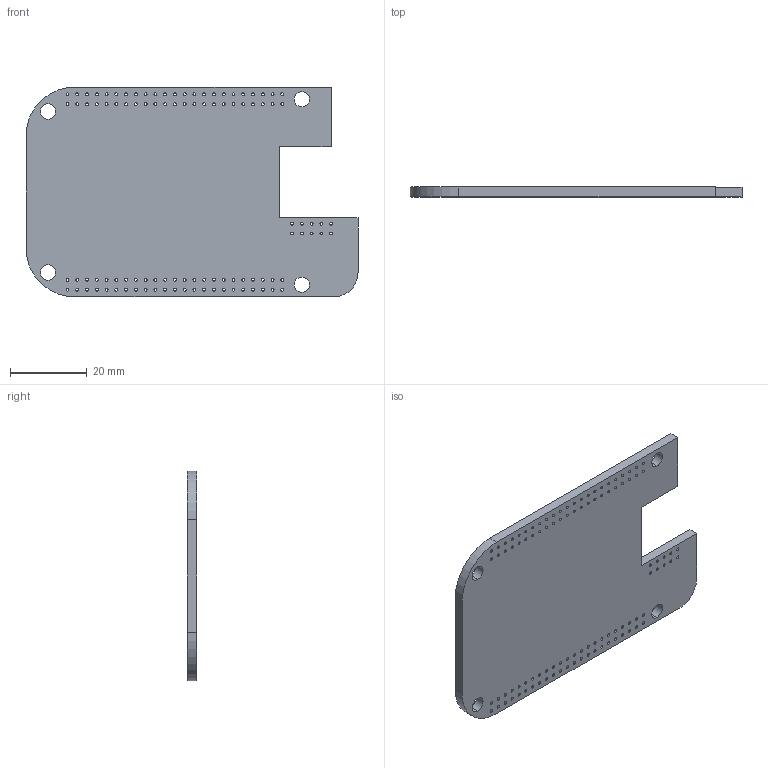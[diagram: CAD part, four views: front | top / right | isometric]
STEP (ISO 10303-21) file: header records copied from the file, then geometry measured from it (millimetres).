
FILE_DESCRIPTION (( 'STEP AP214' ), '1' );
FILE_NAME ('pcb outline.STEP', '2012-10-08T22:45:50', ( '' ), ( '' ), 'SwSTEP 2.0', 'SolidWorks 2011', '' );
FILE_SCHEMA (( 'AUTOMOTIVE_DESIGN' ));
Length unit declared in the file: inch
Products named in the file (1): pcb outline
Bounding box: 86.36 x 2.54 x 54.61 mm (x, y, z)
Volume: 10301.1 mm3; surface area: 9599.1 mm2
Topology: 1 solids, 1 shells, 225 faces, 669 edges, 446 vertices
Faces by surface type: cylinder 215, plane 10
Entity records: 8277 total; most frequent: DIRECTION 1551, CARTESIAN_POINT 1341, ORIENTED_EDGE 1338, EDGE_CURVE 669, AXIS2_PLACEMENT_3D 656, VERTEX_POINT 446, EDGE_LOOP 437, CIRCLE 430
